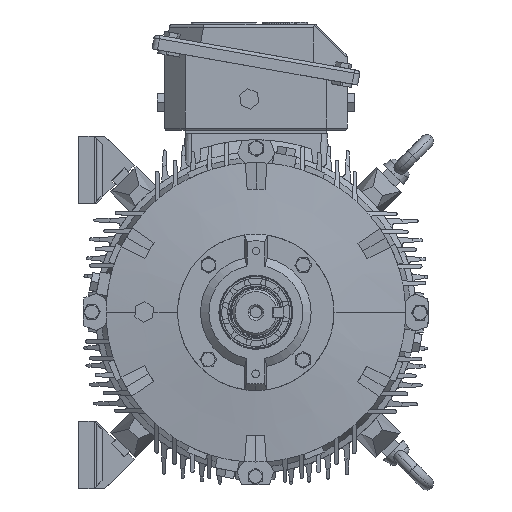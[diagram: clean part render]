
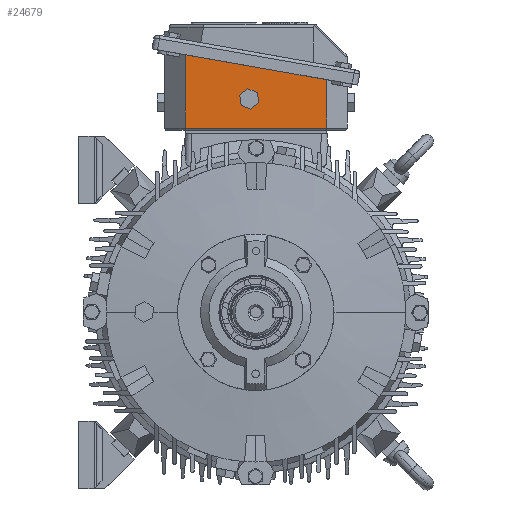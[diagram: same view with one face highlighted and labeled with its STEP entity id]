
A CAD part, left-side view. The second image highlights one B-rep face of the part: STEP entity #24679.
In plain terms, the highlighted face is planar.
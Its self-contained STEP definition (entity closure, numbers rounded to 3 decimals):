
#1301 = CARTESIAN_POINT ( 'NONE',  ( 18.343, 2., -78. ) ) ;
#5686 = DIRECTION ( 'NONE',  ( 0., -1., 0. ) ) ;
#9335 = EDGE_CURVE ( 'NONE', #49979, #57320, #89019, .T. ) ;
#9822 = VECTOR ( 'NONE', #101038, 1000. ) ;
#11276 = CARTESIAN_POINT ( 'NONE',  ( 144.983, 67.766, -78. ) ) ;
#11316 = EDGE_CURVE ( 'NONE', #85886, #90101, #110478, .T. ) ;
#11976 = EDGE_CURVE ( 'NONE', #85886, #25805, #87433, .T. ) ;
#13081 = DIRECTION ( 'NONE',  ( 0., 0., -1. ) ) ;
#13226 = CIRCLE ( 'NONE', #51338, 5. ) ;
#15411 = FACE_BOUND ( 'NONE', #15590, .T. ) ;
#15590 = EDGE_LOOP ( 'NONE', ( #84668, #76985 ) ) ;
#16013 = EDGE_LOOP ( 'NONE', ( #67270, #92947, #70226, #68303 ) ) ;
#16257 = AXIS2_PLACEMENT_3D ( 'NONE', #38623, #13081, #48837 ) ;
#19613 = CARTESIAN_POINT ( 'NONE',  ( 18.343, 2., -78. ) ) ;
#21892 = EDGE_CURVE ( 'NONE', #73607, #90101, #102786, .T. ) ;
#22450 = DIRECTION ( 'NONE',  ( -1., 0., 0. ) ) ;
#24679 = ADVANCED_FACE ( 'NONE', ( #15411, #88884 ), #48412, .T. ) ;
#25805 = VERTEX_POINT ( 'NONE', #11276 ) ;
#29993 = CARTESIAN_POINT ( 'NONE',  ( 92.503, 28.088, -78. ) ) ;
#33517 = AXIS2_PLACEMENT_3D ( 'NONE', #64835, #82329, #109197 ) ;
#38623 = CARTESIAN_POINT ( 'NONE',  ( 87.503, 28.088, -78. ) ) ;
#39923 = CARTESIAN_POINT ( 'NONE',  ( 18.343, 0., -78. ) ) ;
#47128 = CARTESIAN_POINT ( 'NONE',  ( 144.983, 0., -78. ) ) ;
#47193 = CARTESIAN_POINT ( 'NONE',  ( -7.217, 40.929, -78. ) ) ;
#48412 = PLANE ( 'NONE',  #33517 ) ;
#48837 = DIRECTION ( 'NONE',  ( -1., 0., 0. ) ) ;
#49979 = VERTEX_POINT ( 'NONE', #87984 ) ;
#51338 = AXIS2_PLACEMENT_3D ( 'NONE', #91779, #75776, #22450 ) ;
#57320 = VERTEX_POINT ( 'NONE', #29993 ) ;
#58075 = EDGE_CURVE ( 'NONE', #73607, #25805, #66848, .T. ) ;
#63060 = CARTESIAN_POINT ( 'NONE',  ( 18.343, 45.436, -78. ) ) ;
#64835 = CARTESIAN_POINT ( 'NONE',  ( 0., 0., -78. ) ) ;
#66848 = LINE ( 'NONE', #47193, #100803 ) ;
#67270 = ORIENTED_EDGE ( 'NONE', *, *, #11976, .F. ) ;
#68303 = ORIENTED_EDGE ( 'NONE', *, *, #58075, .T. ) ;
#70226 = ORIENTED_EDGE ( 'NONE', *, *, #21892, .F. ) ;
#73607 = VERTEX_POINT ( 'NONE', #63060 ) ;
#74481 = EDGE_CURVE ( 'NONE', #57320, #49979, #13226, .T. ) ;
#75776 = DIRECTION ( 'NONE',  ( 0., 0., -1. ) ) ;
#76985 = ORIENTED_EDGE ( 'NONE', *, *, #74481, .F. ) ;
#82329 = DIRECTION ( 'NONE',  ( 0., 0., -1. ) ) ;
#84427 = DIRECTION ( 'NONE',  ( 0.985, 0.174, 0. ) ) ;
#84668 = ORIENTED_EDGE ( 'NONE', *, *, #9335, .F. ) ;
#85886 = VERTEX_POINT ( 'NONE', #99148 ) ;
#86876 = DIRECTION ( 'NONE',  ( -1., 0., 0. ) ) ;
#87404 = VECTOR ( 'NONE', #86876, 1000. ) ;
#87433 = LINE ( 'NONE', #47128, #9822 ) ;
#87984 = CARTESIAN_POINT ( 'NONE',  ( 82.503, 28.088, -78. ) ) ;
#88884 = FACE_OUTER_BOUND ( 'NONE', #16013, .T. ) ;
#89019 = CIRCLE ( 'NONE', #16257, 5. ) ;
#90101 = VERTEX_POINT ( 'NONE', #19613 ) ;
#91779 = CARTESIAN_POINT ( 'NONE',  ( 87.503, 28.088, -78. ) ) ;
#92947 = ORIENTED_EDGE ( 'NONE', *, *, #11316, .T. ) ;
#93325 = VECTOR ( 'NONE', #5686, 1000. ) ;
#99148 = CARTESIAN_POINT ( 'NONE',  ( 144.983, 2., -78. ) ) ;
#100803 = VECTOR ( 'NONE', #84427, 1000. ) ;
#101038 = DIRECTION ( 'NONE',  ( 0., 1., 0. ) ) ;
#102786 = LINE ( 'NONE', #39923, #93325 ) ;
#109197 = DIRECTION ( 'NONE',  ( -1., 0., 0. ) ) ;
#110478 = LINE ( 'NONE', #1301, #87404 ) ;
